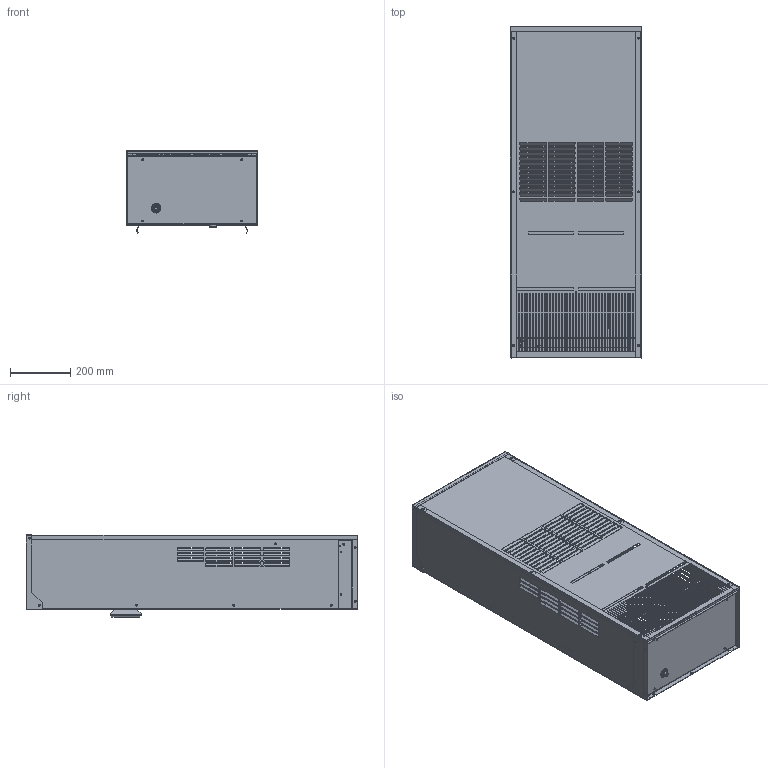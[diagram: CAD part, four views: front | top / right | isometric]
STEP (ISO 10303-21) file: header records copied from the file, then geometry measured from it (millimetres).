
FILE_DESCRIPTION((''),'2;1');
FILE_NAME('STEP-KNA4C7DP43L.stp', '2013-03-26T10:26:07',('User'),('SDRC'),'I-DEAS Master Series','UNIX','Yes');
FILE_SCHEMA(('CONFIG_CONTROL_DESIGN', 'GEOMETRIC_VALIDATION_PROPERTIES_MIM','SHAPE_APPEARANCE_LAYER_MIM'));
Length unit declared in the file: inch
Bounding box: 439.18 x 1104.58 x 274.54 mm (x, y, z)
Volume: 2312339.1 mm3; surface area: 3893979.2 mm2
Topology: 57 solids, 57 shells, 2025 faces, 5550 edges, 3676 vertices
Faces by surface type: bspline 2025
Entity records: 65881 total; most frequent: CARTESIAN_POINT 28193, ORIENTED_EDGE 11100, EDGE_CURVE 5550, VERTEX_POINT 3676, OVER_RIDING_STYLED_ITEM 3089, QUASI_UNIFORM_CURVE 2986, EDGE_LOOP 2756, FACE_OUTER_BOUND 2025
